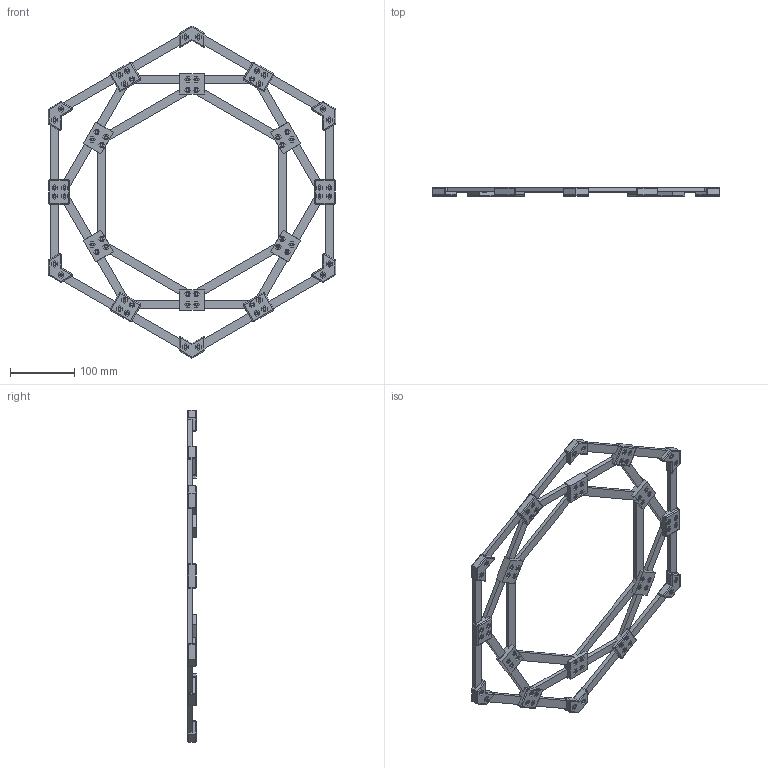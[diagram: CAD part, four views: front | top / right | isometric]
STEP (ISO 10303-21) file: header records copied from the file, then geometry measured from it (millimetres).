
FILE_DESCRIPTION((''),'2;1');
FILE_NAME('HEX_ASM','2017-11-25T',('joe'),(''),'CREO PARAMETRIC BY PTC INC, 2016260','CREO PARAMETRIC BY PTC INC, 2016260','');
FILE_SCHEMA(('CONFIG_CONTROL_DESIGN'));
Length unit declared in the file: inch
Products named in the file (12): HEX_SIDE_S; HEX_S_ASM; HEX_SIDE_M; HEX_M_ASM; CORNER_M_S; 6_32_1_2_PHS; 6_32_HEX_NUT; HEX_SIDE_L; HEX_L_ASM; CORNER_L_M; CORNER_L; HEX_ASM
Assembly tree (58 placements, depth 3):
  HEX_ASM
    HEX_S_ASM
      HEX_SIDE_S  x6
    HEX_M_ASM
      HEX_SIDE_M  x6
    CORNER_M_S  x6
    6_32_1_2_PHS  x10
    6_32_HEX_NUT  x9
    HEX_L_ASM
      HEX_SIDE_L  x6
    CORNER_L_M  x6
    CORNER_L  x6
Bounding box: 446.29 x 12.7 x 515.33 mm (x, y, z)
Volume: 456485.5 mm3; surface area: 240539.8 mm2
Topology: 55 solids, 55 shells, 2814 faces, 7466 edges, 4896 vertices
Faces by surface type: plane 1668, cylinder 946, cone 120, sphere 60, bspline 20
Entity records: 18857 total; most frequent: CARTESIAN_POINT 8263, ORIENTED_EDGE 2134, DIRECTION 2054, EDGE_CURVE 1067, VECTOR 774, LINE 774, VERTEX_POINT 700, AXIS2_PLACEMENT_3D 640
